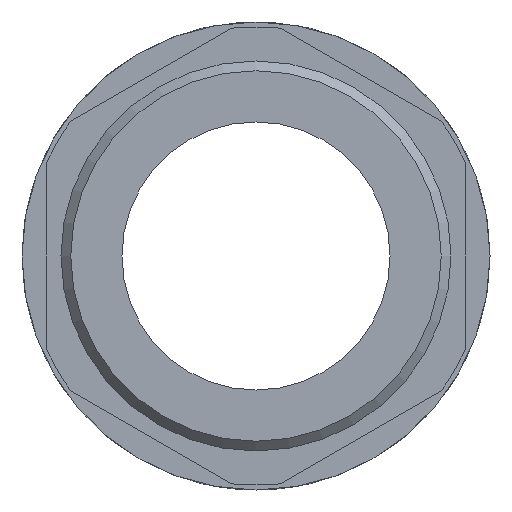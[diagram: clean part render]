
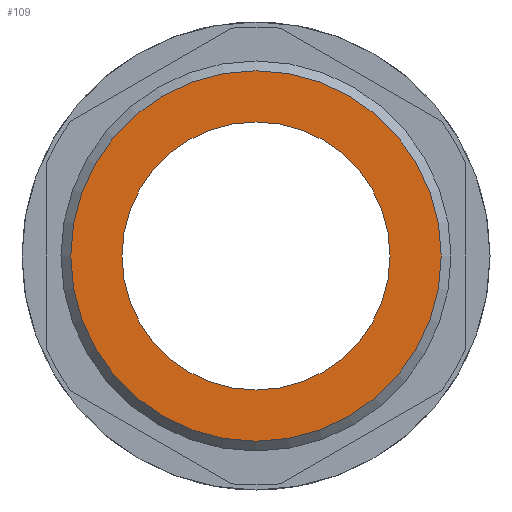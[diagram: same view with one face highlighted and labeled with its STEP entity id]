
A CAD part, front view. The second image highlights one B-rep face of the part: STEP entity #109.
In plain terms, the highlighted planar face has unit normal (0, -1, 0).
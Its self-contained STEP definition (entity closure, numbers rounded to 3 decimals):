
#109 = ADVANCED_FACE( '', ( #203, #204 ), #205, .T. );
#203 = FACE_OUTER_BOUND( '', #308, .T. );
#204 = FACE_BOUND( '', #309, .T. );
#205 = PLANE( '', #310 );
#308 = EDGE_LOOP( '', ( #579 ) );
#309 = EDGE_LOOP( '', ( #580 ) );
#310 = AXIS2_PLACEMENT_3D( '', #581, #582, #583 );
#579 = ORIENTED_EDGE( '', *, *, #721, .T. );
#580 = ORIENTED_EDGE( '', *, *, #720, .F. );
#581 = CARTESIAN_POINT( '', ( 13.75, -37.5, 0. ) );
#582 = DIRECTION( '', ( 0., -1., 0. ) );
#583 = DIRECTION( '', ( 0., 0., -1. ) );
#720 = EDGE_CURVE( '', #871, #871, #872, .T. );
#721 = EDGE_CURVE( '', #873, #873, #874, .T. );
#871 = VERTEX_POINT( '', #1071 );
#872 = CIRCLE( '', #1072, 13.75 );
#873 = VERTEX_POINT( '', #1073 );
#874 = CIRCLE( '', #1074, 19. );
#1071 = CARTESIAN_POINT( '', ( 0., -37.5, -13.75 ) );
#1072 = AXIS2_PLACEMENT_3D( '', #1241, #1242, #1243 );
#1073 = CARTESIAN_POINT( '', ( 0., -37.5, -19. ) );
#1074 = AXIS2_PLACEMENT_3D( '', #1244, #1245, #1246 );
#1241 = CARTESIAN_POINT( '', ( 0., -37.5, 0. ) );
#1242 = DIRECTION( '', ( 0., -1., 0. ) );
#1243 = DIRECTION( '', ( 0., 0., -1. ) );
#1244 = CARTESIAN_POINT( '', ( 0., -37.5, 0. ) );
#1245 = DIRECTION( '', ( 0., -1., 0. ) );
#1246 = DIRECTION( '', ( 0., 0., -1. ) );
